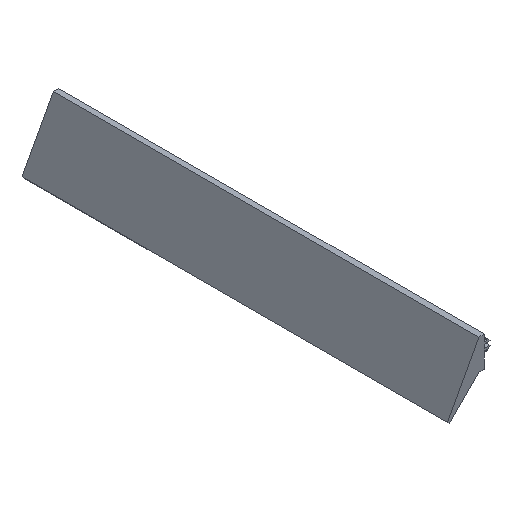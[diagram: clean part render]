
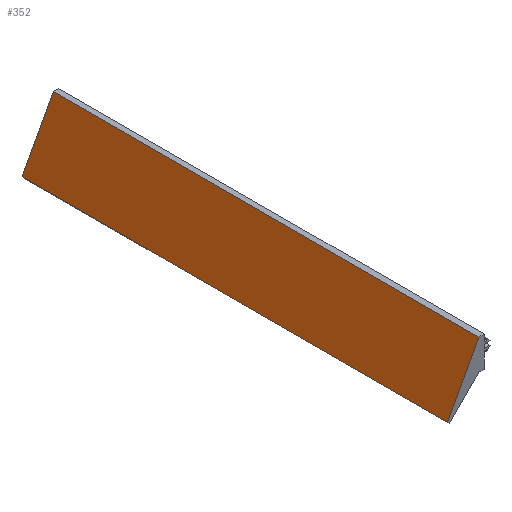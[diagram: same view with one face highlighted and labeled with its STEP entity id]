
A CAD part, isometric view. The second image highlights one B-rep face of the part: STEP entity #352.
In plain terms, the highlighted planar face has unit normal (-0.88, 0, 0.475).
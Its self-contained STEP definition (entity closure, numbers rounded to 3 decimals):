
#26=FACE_OUTER_BOUND('',#44,.T.);
#44=EDGE_LOOP('',(#271,#272,#273,#274));
#84=LINE('',#552,#132);
#85=LINE('',#555,#133);
#86=LINE('',#557,#134);
#87=LINE('',#558,#135);
#132=VECTOR('',#454,10.);
#133=VECTOR('',#457,10.);
#134=VECTOR('',#458,10.);
#135=VECTOR('',#459,10.);
#169=VERTEX_POINT('',#548);
#170=VERTEX_POINT('',#550);
#171=VERTEX_POINT('',#554);
#172=VERTEX_POINT('',#556);
#212=EDGE_CURVE('',#169,#170,#84,.T.);
#213=EDGE_CURVE('',#169,#171,#85,.T.);
#214=EDGE_CURVE('',#172,#170,#86,.T.);
#215=EDGE_CURVE('',#171,#172,#87,.T.);
#271=ORIENTED_EDGE('',*,*,#213,.F.);
#272=ORIENTED_EDGE('',*,*,#212,.T.);
#273=ORIENTED_EDGE('',*,*,#214,.F.);
#274=ORIENTED_EDGE('',*,*,#215,.F.);
#334=PLANE('',#390);
#352=ADVANCED_FACE('',(#26),#334,.T.);
#390=AXIS2_PLACEMENT_3D('',#553,#455,#456);
#454=DIRECTION('',(0.,-1.,0.));
#455=DIRECTION('center_axis',(-0.88,0.,0.475));
#456=DIRECTION('ref_axis',(-0.475,0.,-0.88));
#457=DIRECTION('',(0.475,0.,0.88));
#458=DIRECTION('',(-0.475,0.,-0.88));
#459=DIRECTION('',(0.,-1.,0.));
#548=CARTESIAN_POINT('',(-13.818,0.,-10.403));
#550=CARTESIAN_POINT('',(-13.818,-160.,-10.403));
#552=CARTESIAN_POINT('',(-13.818,0.,-10.403));
#553=CARTESIAN_POINT('Origin',(-2.,0.,11.5));
#554=CARTESIAN_POINT('',(-2.,0.,11.5));
#555=CARTESIAN_POINT('',(-13.818,0.,-10.403));
#556=CARTESIAN_POINT('',(-2.,-160.,11.5));
#557=CARTESIAN_POINT('',(-13.818,-160.,-10.403));
#558=CARTESIAN_POINT('',(-2.,0.,11.5));
